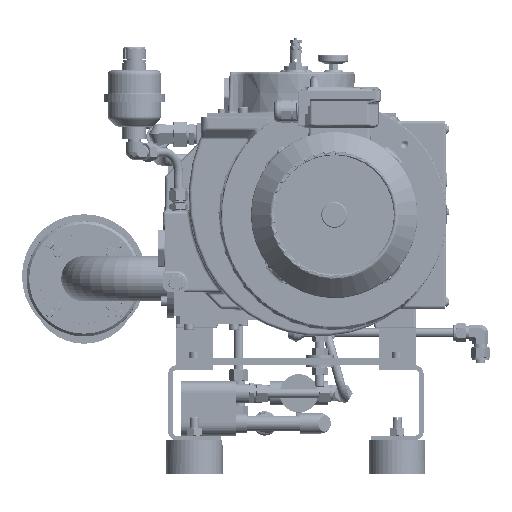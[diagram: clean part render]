
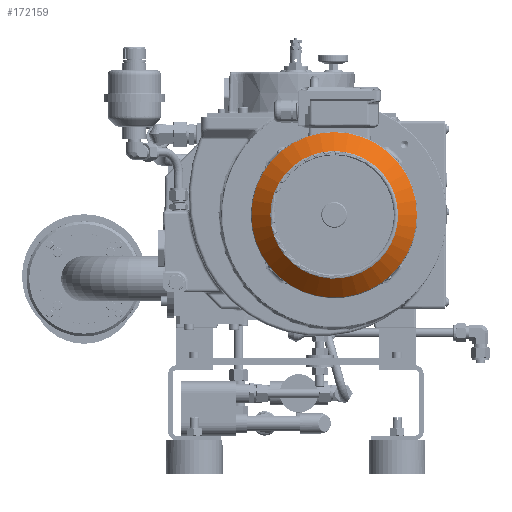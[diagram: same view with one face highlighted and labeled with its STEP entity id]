
A CAD part, left-side view. The second image highlights one B-rep face of the part: STEP entity #172159.
In plain terms, the highlighted conical face has half-angle 45 degrees and reference radius 97.498 mm.
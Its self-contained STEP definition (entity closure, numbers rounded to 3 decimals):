
#5215=CONICAL_SURFACE('',#183500,97.498,0.785);
#13532=CIRCLE('',#183496,110.021);
#13533=CIRCLE('',#183497,110.021);
#13535=CIRCLE('',#183499,110.021);
#13536=CIRCLE('',#183501,84.975);
#13537=CIRCLE('',#183502,84.975);
#13538=CIRCLE('',#183503,84.975);
#22432=FACE_OUTER_BOUND('',#33218,.T.);
#33218=EDGE_LOOP('',(#118545,#118546,#118547,#118548,#118549,#118550,#118551,
#118552));
#45620=LINE('',#261217,#58328);
#58328=VECTOR('',#206601,97.498);
#70969=VERTEX_POINT('',#261208);
#70970=VERTEX_POINT('',#261209);
#70971=VERTEX_POINT('',#261211);
#70972=VERTEX_POINT('',#261216);
#70973=VERTEX_POINT('',#261218);
#70974=VERTEX_POINT('',#261220);
#88987=EDGE_CURVE('',#70969,#70970,#13532,.T.);
#88988=EDGE_CURVE('',#70971,#70969,#13533,.T.);
#88990=EDGE_CURVE('',#70970,#70971,#13535,.T.);
#88991=EDGE_CURVE('',#70970,#70972,#45620,.T.);
#88992=EDGE_CURVE('',#70973,#70972,#13536,.T.);
#88993=EDGE_CURVE('',#70974,#70973,#13537,.T.);
#88994=EDGE_CURVE('',#70972,#70974,#13538,.T.);
#118545=ORIENTED_EDGE('',*,*,#88987,.T.);
#118546=ORIENTED_EDGE('',*,*,#88991,.T.);
#118547=ORIENTED_EDGE('',*,*,#88992,.F.);
#118548=ORIENTED_EDGE('',*,*,#88993,.F.);
#118549=ORIENTED_EDGE('',*,*,#88994,.F.);
#118550=ORIENTED_EDGE('',*,*,#88991,.F.);
#118551=ORIENTED_EDGE('',*,*,#88990,.T.);
#118552=ORIENTED_EDGE('',*,*,#88988,.T.);
#172159=ADVANCED_FACE('',(#22432),#5215,.T.);
#183496=AXIS2_PLACEMENT_3D('',#261210,#206591,#206592);
#183497=AXIS2_PLACEMENT_3D('',#261212,#206593,#206594);
#183499=AXIS2_PLACEMENT_3D('',#261214,#206597,#206598);
#183500=AXIS2_PLACEMENT_3D('',#261215,#206599,#206600);
#183501=AXIS2_PLACEMENT_3D('',#261219,#206602,#206603);
#183502=AXIS2_PLACEMENT_3D('',#261221,#206604,#206605);
#183503=AXIS2_PLACEMENT_3D('',#261222,#206606,#206607);
#206591=DIRECTION('center_axis',(-1.,0.,0.));
#206592=DIRECTION('ref_axis',(0.,-1.,0.));
#206593=DIRECTION('center_axis',(-1.,0.,0.));
#206594=DIRECTION('ref_axis',(0.,-1.,0.));
#206597=DIRECTION('center_axis',(-1.,0.,0.));
#206598=DIRECTION('ref_axis',(0.,-1.,0.));
#206599=DIRECTION('center_axis',(1.,0.,0.));
#206600=DIRECTION('ref_axis',(0.,-1.,0.));
#206601=DIRECTION('',(-0.707,-0.707,0.));
#206602=DIRECTION('center_axis',(-1.,0.,0.));
#206603=DIRECTION('ref_axis',(0.,-1.,0.));
#206604=DIRECTION('center_axis',(-1.,0.,0.));
#206605=DIRECTION('ref_axis',(0.,-1.,0.));
#206606=DIRECTION('center_axis',(-1.,0.,0.));
#206607=DIRECTION('ref_axis',(0.,-1.,0.));
#261208=CARTESIAN_POINT('',(-808.028,-164.647,0.));
#261209=CARTESIAN_POINT('',(-808.028,55.396,0.));
#261210=CARTESIAN_POINT('Origin',(-808.028,-54.625,0.));
#261211=CARTESIAN_POINT('',(-808.028,-132.422,-77.797));
#261212=CARTESIAN_POINT('Origin',(-808.028,-54.625,0.));
#261214=CARTESIAN_POINT('Origin',(-808.028,-54.625,0.));
#261215=CARTESIAN_POINT('Origin',(-820.552,-54.625,0.));
#261216=CARTESIAN_POINT('',(-833.075,30.349,0.));
#261217=CARTESIAN_POINT('',(-820.552,42.873,0.));
#261218=CARTESIAN_POINT('',(-833.075,-139.6,0.));
#261219=CARTESIAN_POINT('Origin',(-833.075,-54.625,0.));
#261220=CARTESIAN_POINT('',(-833.075,-114.712,-60.086));
#261221=CARTESIAN_POINT('Origin',(-833.075,-54.625,0.));
#261222=CARTESIAN_POINT('Origin',(-833.075,-54.625,0.));
